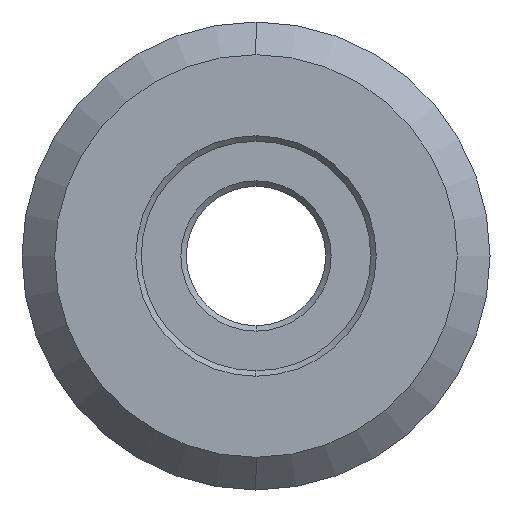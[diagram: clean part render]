
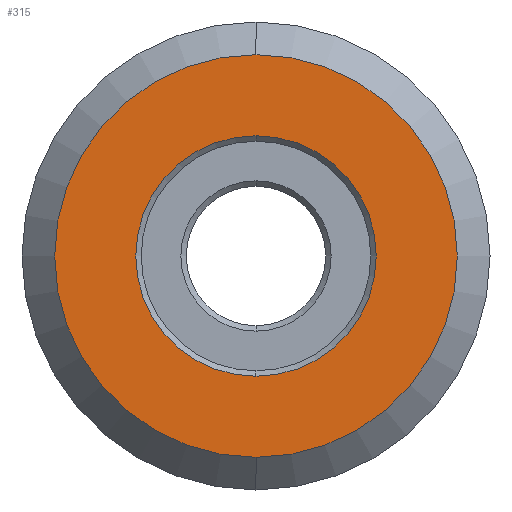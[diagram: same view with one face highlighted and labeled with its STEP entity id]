
A CAD part, left-side view. The second image highlights one B-rep face of the part: STEP entity #315.
In plain terms, the highlighted planar face has unit normal (-1, 0, 0).
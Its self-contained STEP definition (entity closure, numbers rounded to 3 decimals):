
#8 = EDGE_CURVE ( 'NONE', #378, #669, #672, .T. ) ;
#28 = ORIENTED_EDGE ( 'NONE', *, *, #445, .T. ) ;
#61 = FACE_OUTER_BOUND ( 'NONE', #214, .T. ) ;
#78 = DIRECTION ( 'NONE',  ( -1., 0., 0. ) ) ;
#80 = DIRECTION ( 'NONE',  ( 1., 0., 0. ) ) ;
#89 = CIRCLE ( 'NONE', #278, 11.05 ) ;
#97 = EDGE_LOOP ( 'NONE', ( #449, #369 ) ) ;
#110 = AXIS2_PLACEMENT_3D ( 'NONE', #482, #78, #700 ) ;
#135 = CARTESIAN_POINT ( 'NONE',  ( 0., 0., 0. ) ) ;
#154 = CARTESIAN_POINT ( 'NONE',  ( 0., 0., 18.5 ) ) ;
#173 = CARTESIAN_POINT ( 'NONE',  ( 0., 0., 11.05 ) ) ;
#183 = DIRECTION ( 'NONE',  ( 0., 0., -1. ) ) ;
#189 = VERTEX_POINT ( 'NONE', #154 ) ;
#203 = DIRECTION ( 'NONE',  ( 0., 0., -1. ) ) ;
#208 = CIRCLE ( 'NONE', #110, 18.5 ) ;
#214 = EDGE_LOOP ( 'NONE', ( #28, #269 ) ) ;
#236 = DIRECTION ( 'NONE',  ( 0., 0., -1. ) ) ;
#238 = EDGE_CURVE ( 'NONE', #669, #378, #89, .T. ) ;
#240 = DIRECTION ( 'NONE',  ( 0., 0., -1. ) ) ;
#267 = CARTESIAN_POINT ( 'NONE',  ( 0., 0., -11.05 ) ) ;
#269 = ORIENTED_EDGE ( 'NONE', *, *, #507, .T. ) ;
#278 = AXIS2_PLACEMENT_3D ( 'NONE', #357, #573, #240 ) ;
#290 = CARTESIAN_POINT ( 'NONE',  ( 0., 20.5, 0. ) ) ;
#315 = ADVANCED_FACE ( 'NONE', ( #466, #61 ), #404, .F. ) ;
#357 = CARTESIAN_POINT ( 'NONE',  ( 0., 0., 0. ) ) ;
#369 = ORIENTED_EDGE ( 'NONE', *, *, #238, .T. ) ;
#378 = VERTEX_POINT ( 'NONE', #173 ) ;
#383 = AXIS2_PLACEMENT_3D ( 'NONE', #290, #698, #236 ) ;
#387 = VERTEX_POINT ( 'NONE', #586 ) ;
#403 = AXIS2_PLACEMENT_3D ( 'NONE', #484, #80, #183 ) ;
#404 = PLANE ( 'NONE',  #383 ) ;
#405 = CIRCLE ( 'NONE', #427, 18.5 ) ;
#427 = AXIS2_PLACEMENT_3D ( 'NONE', #135, #710, #203 ) ;
#445 = EDGE_CURVE ( 'NONE', #387, #189, #208, .T. ) ;
#449 = ORIENTED_EDGE ( 'NONE', *, *, #8, .T. ) ;
#466 = FACE_BOUND ( 'NONE', #97, .T. ) ;
#482 = CARTESIAN_POINT ( 'NONE',  ( 0., 0., 0. ) ) ;
#484 = CARTESIAN_POINT ( 'NONE',  ( 0., 0., 0. ) ) ;
#507 = EDGE_CURVE ( 'NONE', #189, #387, #405, .T. ) ;
#573 = DIRECTION ( 'NONE',  ( 1., 0., 0. ) ) ;
#586 = CARTESIAN_POINT ( 'NONE',  ( 0., 0., -18.5 ) ) ;
#669 = VERTEX_POINT ( 'NONE', #267 ) ;
#672 = CIRCLE ( 'NONE', #403, 11.05 ) ;
#698 = DIRECTION ( 'NONE',  ( 1., 0., 0. ) ) ;
#700 = DIRECTION ( 'NONE',  ( 0., 0., -1. ) ) ;
#710 = DIRECTION ( 'NONE',  ( -1., 0., 0. ) ) ;
